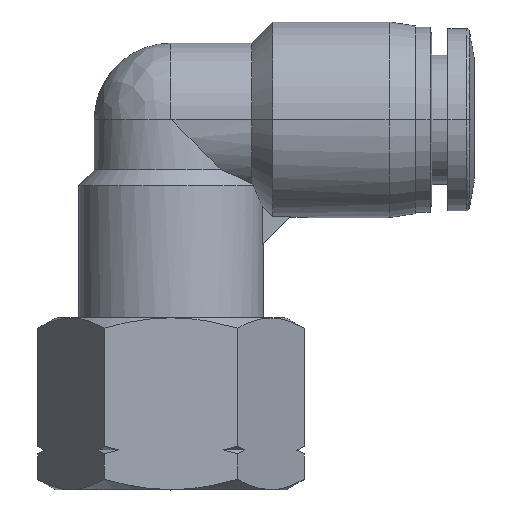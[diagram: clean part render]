
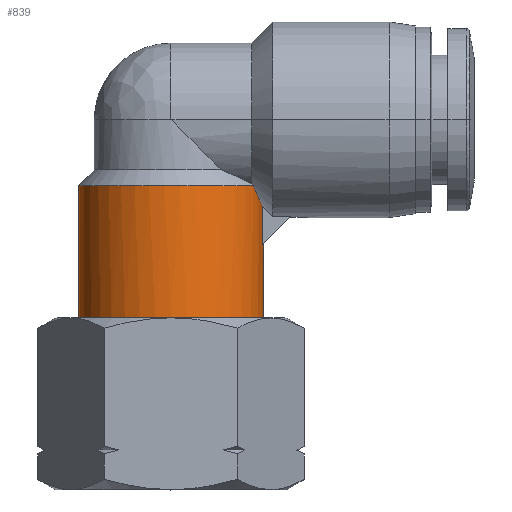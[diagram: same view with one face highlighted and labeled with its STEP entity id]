
A CAD part, top view. The second image highlights one B-rep face of the part: STEP entity #839.
In plain terms, the highlighted cylindrical face has radius 7 mm (diameter 14 mm), a partial arc.
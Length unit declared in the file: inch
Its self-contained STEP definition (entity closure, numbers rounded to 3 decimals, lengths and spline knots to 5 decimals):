
#35 = CARTESIAN_POINT ( 'NONE',  ( 0.24531, 0.3937, 0.12559 ) ) ;
#125 = VERTEX_POINT ( 'NONE', #2633 ) ;
#261 = CARTESIAN_POINT ( 'NONE',  ( 0., 0.3937, 0. ) ) ;
#277 = FACE_OUTER_BOUND ( 'NONE', #1019, .T. ) ;
#280 = DIRECTION ( 'NONE',  ( 0., 1., 0. ) ) ;
#343 = DIRECTION ( 'NONE',  ( 0., -1., 0. ) ) ;
#436 = CARTESIAN_POINT ( 'NONE',  ( 0.27276, 0.19685, 0.03937 ) ) ;
#478 = DIRECTION ( 'NONE',  ( -1., 0., 0. ) ) ;
#498 = ORIENTED_EDGE ( 'NONE', *, *, #855, .T. ) ;
#511 = CIRCLE ( 'NONE', #1284, 0.27559 ) ;
#573 = CARTESIAN_POINT ( 'NONE',  ( 0.27276, 0.33259, 0.03937 ) ) ;
#667 =( BOUNDED_CURVE ( )  B_SPLINE_CURVE ( 3, ( #893, #899, #2598, #1322 ),
 .UNSPECIFIED., .F., .F. ) 
 B_SPLINE_CURVE_WITH_KNOTS ( ( 4, 4 ),
 ( 0., 0.14335 ),
 .UNSPECIFIED. ) 
 CURVE ( )  GEOMETRIC_REPRESENTATION_ITEM ( )  RATIONAL_B_SPLINE_CURVE ( ( 1., 0.998, 0.998, 1. ) ) 
 REPRESENTATION_ITEM ( '' )  );
#716 = EDGE_CURVE ( 'NONE', #1283, #1651, #2668, .T. ) ;
#722 = CIRCLE ( 'NONE', #1016, 0.27559 ) ;
#788 = CARTESIAN_POINT ( 'NONE',  ( 0.25099, 0.37989, 0.1145 ) ) ;
#839 = ADVANCED_FACE ( 'NONE', ( #277 ), #1275, .T. ) ;
#855 = EDGE_CURVE ( 'NONE', #2549, #1651, #722, .T. ) ;
#893 = CARTESIAN_POINT ( 'NONE',  ( 0.27559, 0.22047, 0. ) ) ;
#895 = ORIENTED_EDGE ( 'NONE', *, *, #982, .T. ) ;
#899 = CARTESIAN_POINT ( 'NONE',  ( 0.27559, 0.22047, 0.01318 ) ) ;
#982 = EDGE_CURVE ( 'NONE', #2665, #2549, #1393, .T. ) ;
#1016 = AXIS2_PLACEMENT_3D ( 'NONE', #261, #1758, #478 ) ;
#1019 = EDGE_LOOP ( 'NONE', ( #1415, #2064, #2463, #1680, #895, #498, #1105 ) ) ;
#1080 = CARTESIAN_POINT ( 'NONE',  ( -0.27559, 0.19685, 0. ) ) ;
#1082 = DIRECTION ( 'NONE',  ( 0., 1., 0. ) ) ;
#1099 = DIRECTION ( 'NONE',  ( -1., 0., 0. ) ) ;
#1105 = ORIENTED_EDGE ( 'NONE', *, *, #716, .F. ) ;
#1140 = EDGE_CURVE ( 'NONE', #125, #2665, #1310, .T. ) ;
#1166 = AXIS2_PLACEMENT_3D ( 'NONE', #2571, #2170, #1099 ) ;
#1267 = EDGE_CURVE ( 'NONE', #1806, #125, #667, .T. ) ;
#1275 = CYLINDRICAL_SURFACE ( 'NONE', #1166, 0.27559 ) ;
#1283 = VERTEX_POINT ( 'NONE', #2408 ) ;
#1284 = AXIS2_PLACEMENT_3D ( 'NONE', #1630, #343, #1855 ) ;
#1310 = LINE ( 'NONE', #436, #2395 ) ;
#1322 = CARTESIAN_POINT ( 'NONE',  ( 0.27276, 0.21765, 0.03937 ) ) ;
#1335 = VECTOR ( 'NONE', #280, 39.37008 ) ;
#1393 = B_SPLINE_CURVE_WITH_KNOTS ( 'NONE', 3,
 ( #573, #2058, #2475, #2071, #788, #2289 ),
 .UNSPECIFIED., .F., .F.,
 ( 4, 2, 4 ),
 ( 0., 0.0014, 0.0028 ),
 .UNSPECIFIED. ) ;
#1402 = EDGE_CURVE ( 'NONE', #2691, #1806, #2538, .T. ) ;
#1415 = ORIENTED_EDGE ( 'NONE', *, *, #1563, .F. ) ;
#1563 = EDGE_CURVE ( 'NONE', #2691, #1283, #511, .T. ) ;
#1630 = CARTESIAN_POINT ( 'NONE',  ( 0., 0., 0. ) ) ;
#1651 = VERTEX_POINT ( 'NONE', #1662 ) ;
#1662 = CARTESIAN_POINT ( 'NONE',  ( -0.27559, 0.3937, 0. ) ) ;
#1680 = ORIENTED_EDGE ( 'NONE', *, *, #1140, .T. ) ;
#1758 = DIRECTION ( 'NONE',  ( 0., -1., 0. ) ) ;
#1806 = VERTEX_POINT ( 'NONE', #2530 ) ;
#1855 = DIRECTION ( 'NONE',  ( -1., 0., 0. ) ) ;
#1993 = CARTESIAN_POINT ( 'NONE',  ( 0.27276, 0.33259, 0.03937 ) ) ;
#2058 = CARTESIAN_POINT ( 'NONE',  ( 0.2702, 0.33788, 0.05711 ) ) ;
#2064 = ORIENTED_EDGE ( 'NONE', *, *, #1402, .T. ) ;
#2071 = CARTESIAN_POINT ( 'NONE',  ( 0.25649, 0.36746, 0.10197 ) ) ;
#2170 = DIRECTION ( 'NONE',  ( 0., 1., 0. ) ) ;
#2227 = CARTESIAN_POINT ( 'NONE',  ( 0.27559, 0., 0. ) ) ;
#2289 = CARTESIAN_POINT ( 'NONE',  ( 0.24531, 0.3937, 0.12559 ) ) ;
#2362 = DIRECTION ( 'NONE',  ( 0., 1., 0. ) ) ;
#2395 = VECTOR ( 'NONE', #1082, 39.37008 ) ;
#2408 = CARTESIAN_POINT ( 'NONE',  ( -0.27559, 0., 0. ) ) ;
#2421 = CARTESIAN_POINT ( 'NONE',  ( 0.27559, 0.19685, 0. ) ) ;
#2463 = ORIENTED_EDGE ( 'NONE', *, *, #1267, .T. ) ;
#2475 = CARTESIAN_POINT ( 'NONE',  ( 0.2662, 0.34624, 0.07296 ) ) ;
#2530 = CARTESIAN_POINT ( 'NONE',  ( 0.27559, 0.22047, 0. ) ) ;
#2538 = LINE ( 'NONE', #2421, #1335 ) ;
#2549 = VERTEX_POINT ( 'NONE', #35 ) ;
#2571 = CARTESIAN_POINT ( 'NONE',  ( 0., 0.19685, 0. ) ) ;
#2598 = CARTESIAN_POINT ( 'NONE',  ( 0.27465, 0.21953, 0.02633 ) ) ;
#2610 = VECTOR ( 'NONE', #2362, 39.37008 ) ;
#2633 = CARTESIAN_POINT ( 'NONE',  ( 0.27276, 0.21765, 0.03937 ) ) ;
#2665 = VERTEX_POINT ( 'NONE', #1993 ) ;
#2668 = LINE ( 'NONE', #1080, #2610 ) ;
#2691 = VERTEX_POINT ( 'NONE', #2227 ) ;
